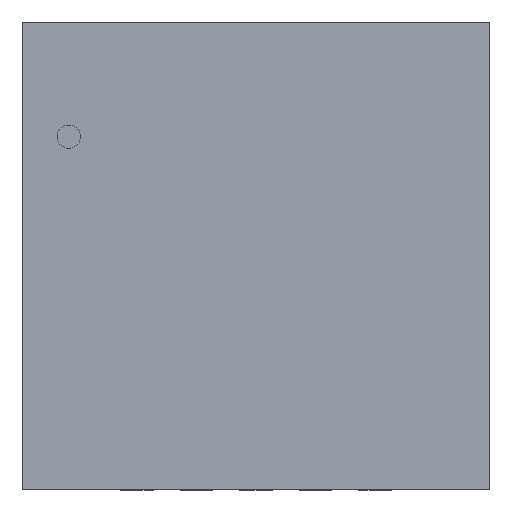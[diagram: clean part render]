
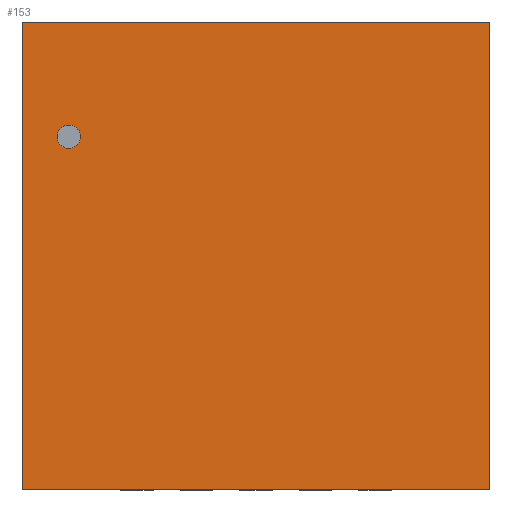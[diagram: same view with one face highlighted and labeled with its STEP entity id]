
A CAD part, top view. The second image highlights one B-rep face of the part: STEP entity #153.
In plain terms, the highlighted planar face has unit normal (0, 0, 1).
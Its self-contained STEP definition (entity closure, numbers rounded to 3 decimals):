
#153 = ADVANCED_FACE('',(#154),#188,.F.);
#154 = FACE_BOUND('',#155,.T.);
#155 = EDGE_LOOP('',(#156,#166,#174,#182));
#156 = ORIENTED_EDGE('',*,*,#157,.F.);
#157 = EDGE_CURVE('',#158,#160,#162,.T.);
#158 = VERTEX_POINT('',#159);
#159 = CARTESIAN_POINT('',(2.553,-2.553,0.813));
#160 = VERTEX_POINT('',#161);
#161 = CARTESIAN_POINT('',(-2.553,-2.553,0.813));
#162 = LINE('',#163,#164);
#163 = CARTESIAN_POINT('',(2.553,-2.553,0.813));
#164 = VECTOR('',#165,1.);
#165 = DIRECTION('',(-1.,0.,0.));
#166 = ORIENTED_EDGE('',*,*,#167,.F.);
#167 = EDGE_CURVE('',#168,#158,#170,.T.);
#168 = VERTEX_POINT('',#169);
#169 = CARTESIAN_POINT('',(2.553,2.553,0.813));
#170 = LINE('',#171,#172);
#171 = CARTESIAN_POINT('',(2.553,2.553,0.813));
#172 = VECTOR('',#173,1.);
#173 = DIRECTION('',(0.,-1.,0.));
#174 = ORIENTED_EDGE('',*,*,#175,.F.);
#175 = EDGE_CURVE('',#176,#168,#178,.T.);
#176 = VERTEX_POINT('',#177);
#177 = CARTESIAN_POINT('',(-2.553,2.553,0.813));
#178 = LINE('',#179,#180);
#179 = CARTESIAN_POINT('',(-2.553,2.553,0.813));
#180 = VECTOR('',#181,1.);
#181 = DIRECTION('',(1.,0.,0.));
#182 = ORIENTED_EDGE('',*,*,#183,.F.);
#183 = EDGE_CURVE('',#160,#176,#184,.T.);
#184 = LINE('',#185,#186);
#185 = CARTESIAN_POINT('',(-2.553,-2.553,0.813));
#186 = VECTOR('',#187,1.);
#187 = DIRECTION('',(0.,1.,0.));
#188 = PLANE('',#189);
#189 = AXIS2_PLACEMENT_3D('',#190,#191,#192);
#190 = CARTESIAN_POINT('',(-2.553,-2.553,0.813));
#191 = DIRECTION('',(0.,0.,-1.));
#192 = DIRECTION('',(0.,1.,0.));
